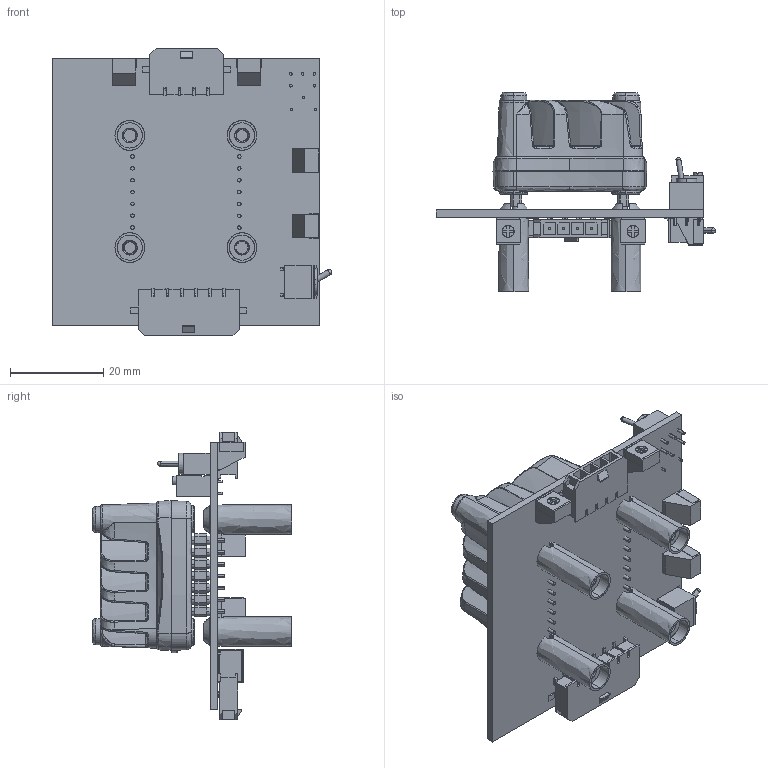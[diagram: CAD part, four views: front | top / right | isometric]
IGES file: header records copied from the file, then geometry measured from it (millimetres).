
Start section: SolidWorks IGES file using analytic representation for surfaces
Global section: file name: WHY5690 w_Module_HS.IGS; native system: SolidWorks 2013; preprocessor: SolidWorks 2013; author: gniebel; date: 130318.130608; units: inch
Bounding box: 59.76 x 42.67 x 61.58 mm (x, y, z)
Surface area: 29261.3 mm2 (no closed solid volume)
Topology: 0 solids, 0 shells, 2825 faces, 23921 edges, 23829 vertices
Faces by surface type: bspline 2052, revolution 773
